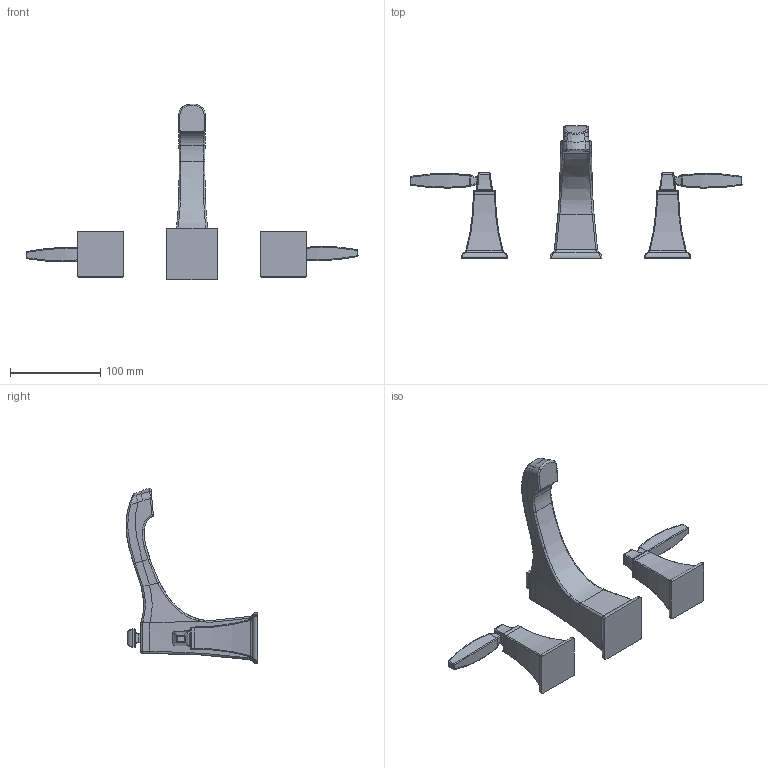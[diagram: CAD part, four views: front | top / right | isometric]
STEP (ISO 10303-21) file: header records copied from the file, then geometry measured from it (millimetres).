
FILE_DESCRIPTION((''),'2;1');
FILE_NAME('8100','2020-11-30T14:06:45',('jinson.thomas'),(''),'CREO PARAMETRIC BY PTC INC, 2018400','CREO PARAMETRIC BY PTC INC, 2018400','');
FILE_SCHEMA(('CONFIG_CONTROL_DESIGN'));
Length unit declared in the file: inch
Products named in the file (1): 8100
Bounding box: 368.27 x 146.4 x 195.1 mm (x, y, z)
Volume: 517544.7 mm3; surface area: 77118.5 mm2
Topology: 3 solids, 3 shells, 389 faces, 857 edges, 448 vertices
Faces by surface type: bspline 160, cylinder 142, plane 40, sphere 34, torus 6, cone 4, extrusion 3
Entity records: 21977 total; most frequent: CARTESIAN_POINT 15114, ORIENTED_EDGE 1646, DIRECTION 1015, EDGE_CURVE 823, VERTEX_POINT 448, B_SPLINE_CURVE_WITH_KNOTS 430, EDGE_LOOP 397, AXIS2_PLACEMENT_3D 390
